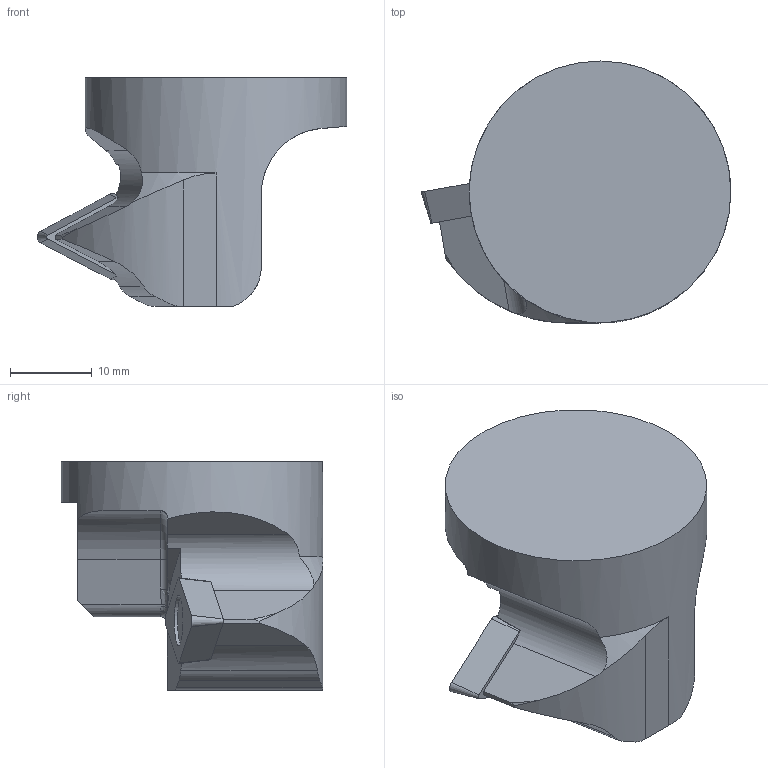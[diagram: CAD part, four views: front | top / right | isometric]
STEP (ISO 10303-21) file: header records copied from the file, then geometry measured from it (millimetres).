
FILE_DESCRIPTION(/* description */ (''),/* implementation_level */ '2;1');
FILE_NAME(/* name */ '1558418281772.stp',/* time_stamp */ '2019-05-21T11:28:14+06:00',/* author */ (''),/* organization */ ('SMS'),/* preprocessor_version */ 'ST-DEVELOPER v15',/* originating_system */ 'SIEMENS PLM Software NX 8.5',/* authorisation */ '');
FILE_SCHEMA (('AUTOMOTIVE_DESIGN { 1 0 10303 214 3 1 1 1 }'));
Length unit declared in the file: millimetre
Products named in the file (4): IsoTurningInsert; ASSEMBLY_CONSTRUCTION; 201812251mod000_00; 201812249mod000_00
Assembly tree (3 placements, depth 2):
  201812249mod000_00
    201812251mod000_00
    ASSEMBLY_CONSTRUCTION
    IsoTurningInsert
Bounding box: 37.87 x 32 x 28 mm (x, y, z)
Volume: 13756.3 mm3; surface area: 4373 mm2
Topology: 2 solids, 2 shells, 79 faces, 207 edges, 139 vertices
Faces by surface type: plane 34, cylinder 19, cone 11, bspline 8, torus 7
Full cylindrical faces by diameter (mm): 4.4 x2, 32 x1
Entity records: 2776 total; most frequent: CARTESIAN_POINT 752, DIRECTION 400, ORIENTED_EDGE 384, EDGE_CURVE 192, AXIS2_PLACEMENT_3D 156, VERTEX_POINT 127, EDGE_LOOP 91, LINE 88
